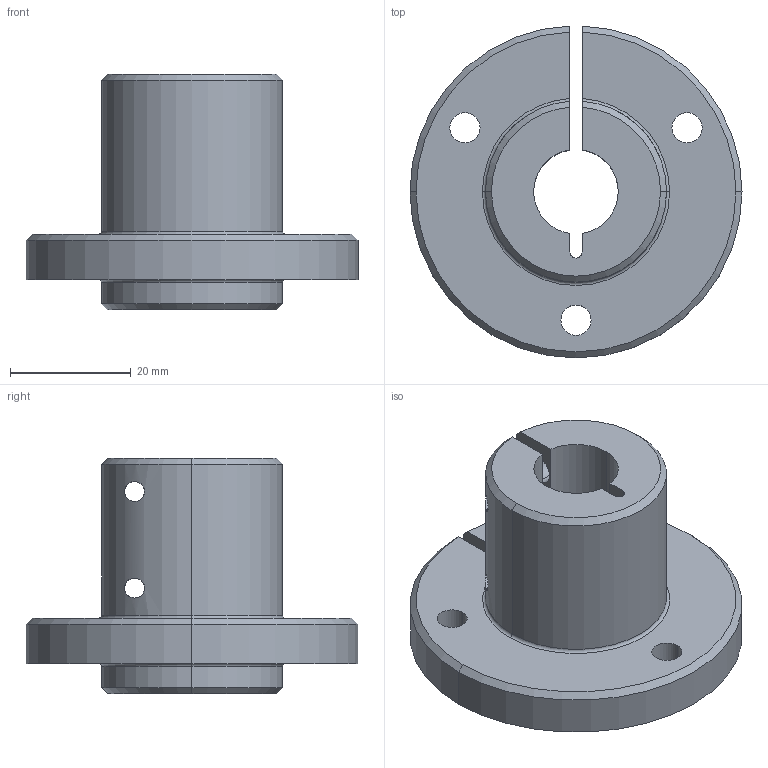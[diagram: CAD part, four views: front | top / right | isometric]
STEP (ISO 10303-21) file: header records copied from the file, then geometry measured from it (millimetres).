
FILE_DESCRIPTION (( 'STEP AP214' ), '1' );
FILE_NAME ('00003 bride lame 18-XXX-CRO.STEP', '2018-09-21T12:17:34', ( '' ), ( '' ), 'SwSTEP 2.0', 'SolidWorks 2015', '' );
FILE_SCHEMA (( 'AUTOMOTIVE_DESIGN' ));
Length unit declared in the file: millimetre
Products named in the file (1): 00003 bride lame 18-XXX-CRO
Bounding box: 55 x 54.98 x 39 mm (x, y, z)
Volume: 31424.2 mm3; surface area: 11741 mm2
Topology: 1 solids, 1 shells, 56 faces, 146 edges, 94 vertices
Faces by surface type: cylinder 31, plane 10, cone 9, torus 6
Entity records: 2043 total; most frequent: CARTESIAN_POINT 571, DIRECTION 315, ORIENTED_EDGE 292, EDGE_CURVE 146, AXIS2_PLACEMENT_3D 130, VERTEX_POINT 94, CIRCLE 73, EDGE_LOOP 72
